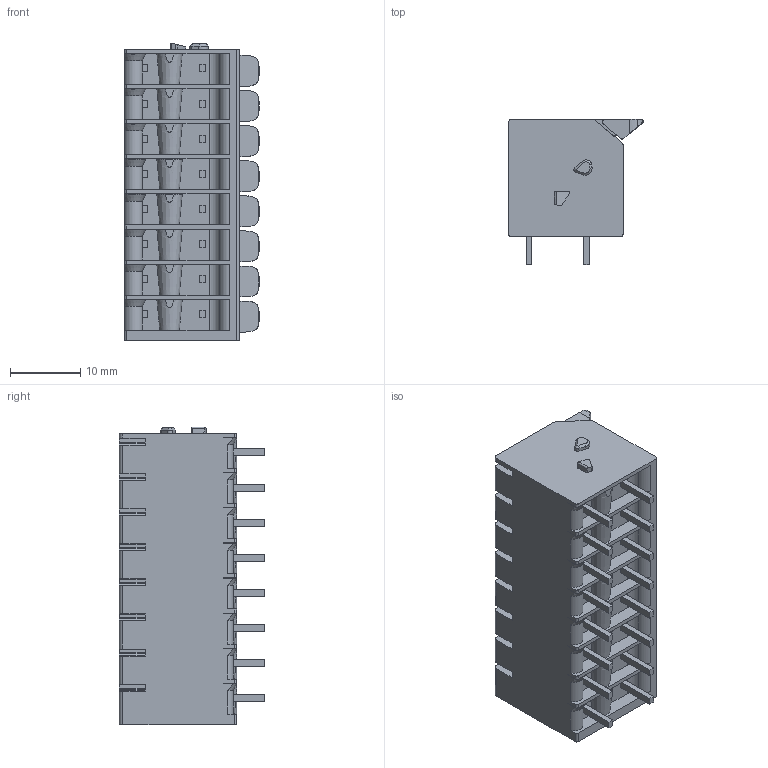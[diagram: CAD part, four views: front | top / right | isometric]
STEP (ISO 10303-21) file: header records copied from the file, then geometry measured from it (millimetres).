
FILE_DESCRIPTION(/* description */ ('STEP AP214'),/* implementation_level */ '2;1');
FILE_NAME(/* name */ '2604-1108',/* time_stamp */ '2022-12-09T18:55:58+01:00',/* author */ ('License CC BY-ND 4.0'),/* organization */ ('CADENAS'),/* preprocessor_version */ 'ST-DEVELOPER v18.102',/* originating_system */ 'PARTsolutions',/* authorisation */ ' ');
FILE_SCHEMA (('AUTOMOTIVE_DESIGN {1 0 10303 214 3 1 1}'));
Length unit declared in the file: millimetre
Products named in the file (1): 2604-1108
Bounding box: 19.2 x 20.7 x 42.4 mm (x, y, z)
Volume: 9643.2 mm3; surface area: 6415.1 mm2
Topology: 1 solids, 1 shells, 851 faces, 2303 edges, 1480 vertices
Faces by surface type: plane 483, cylinder 269, cone 99
Entity records: 32745 total; most frequent: CARTESIAN_POINT 5049, ORIENTED_EDGE 4606, DIRECTION 4522, EDGE_CURVE 2303, LINE 1560, VECTOR 1560, AXIS2_PLACEMENT_3D 1481, VERTEX_POINT 1480
